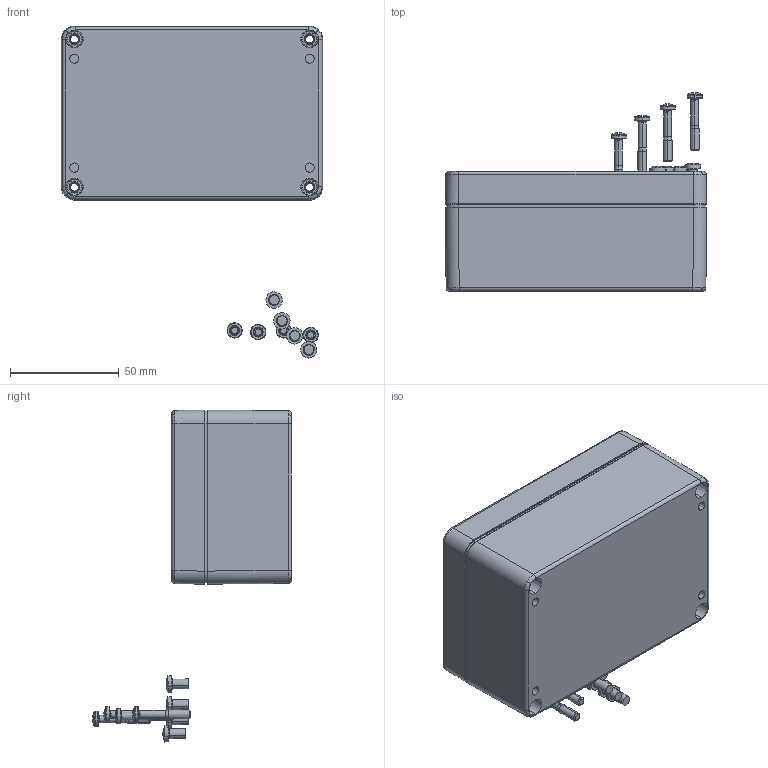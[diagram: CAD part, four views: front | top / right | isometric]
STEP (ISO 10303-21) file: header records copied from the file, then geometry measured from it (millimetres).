
FILE_DESCRIPTION(('FreeCAD Model'),'2;1');
FILE_NAME('1208055.STEP', '2026-03-24T15:23:00',('Author'),(''), 'Open CASCADE STEP processor 7.3','FreeCAD','Unknown');
FILE_SCHEMA(('AUTOMOTIVE_DESIGN { 1 0 10303 214 1 1 1 1 }'));
Length unit declared in the file: millimetre
Products named in the file (7): 1208055; 51005_Standard; 5200.009.0_Standard003; 93214_WN1442_D4,5x7,011; 31092_Standard; 32092_Standard; 82002_im_Deckel_eingebaut
Assembly tree (12 placements, depth 3):
  1208055
    51005_Standard
      5200.009.0_Standard003  x4
      93214_WN1442_D4,5x7,011  x4
    31092_Standard
    32092_Standard
    82002_im_Deckel_eingebaut
Bounding box: 120 x 91.39 x 152.48 mm (x, y, z)
Volume: 128558 mm3; surface area: 94710 mm2
Topology: 11 solids, 11 shells, 1258 faces, 2988 edges, 1790 vertices
Faces by surface type: plane 401, bspline 280, cylinder 271, cone 178, torus 112, sphere 8, revolution 8
Entity records: 41736 total; most frequent: CARTESIAN_POINT 19823, ORIENTED_EDGE 4824, DIRECTION 4188, EDGE_CURVE 2412, AXIS2_PLACEMENT_3D 1619, VERTEX_POINT 1430, FACE_BOUND 1104, EDGE_LOOP 1104
